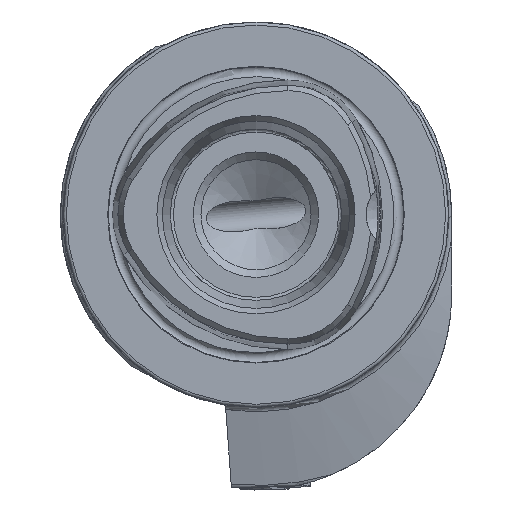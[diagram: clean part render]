
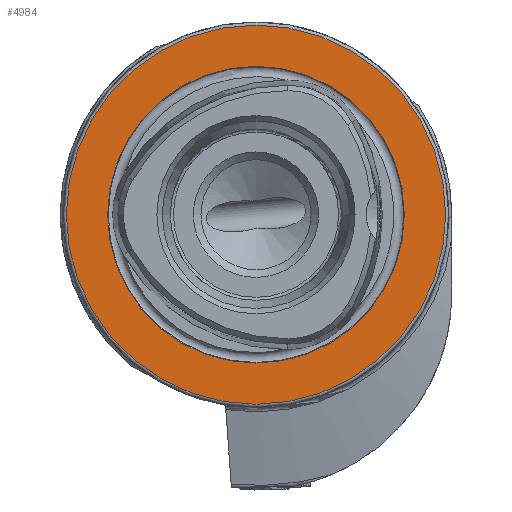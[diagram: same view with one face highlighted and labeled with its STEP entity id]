
A CAD part, left-side view. The second image highlights one B-rep face of the part: STEP entity #4984.
In plain terms, the highlighted planar face has unit normal (-1, 0, 0).
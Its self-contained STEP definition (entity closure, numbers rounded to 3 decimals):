
#223 = CARTESIAN_POINT ( 'NONE',  ( 0., 0., 31. ) ) ;
#781 = AXIS2_PLACEMENT_3D ( 'NONE', #9858, #7605, #6824 ) ;
#889 = ORIENTED_EDGE ( 'NONE', *, *, #3250, .T. ) ;
#1903 = EDGE_LOOP ( 'NONE', ( #889 ) ) ;
#2273 = DIRECTION ( 'NONE',  ( 0., 0., -1. ) ) ;
#3250 = EDGE_CURVE ( 'NONE', #8195, #8195, #5234, .T. ) ;
#3540 = CARTESIAN_POINT ( 'NONE',  ( 0., 0., 0. ) ) ;
#3779 = CARTESIAN_POINT ( 'NONE',  ( 0., 0., 24.25 ) ) ;
#3887 = FACE_OUTER_BOUND ( 'NONE', #1903, .T. ) ;
#4464 = AXIS2_PLACEMENT_3D ( 'NONE', #5384, #6097, #2273 ) ;
#4532 = VERTEX_POINT ( 'NONE', #3779 ) ;
#4557 = PLANE ( 'NONE',  #4464 ) ;
#4984 = ADVANCED_FACE ( 'NONE', ( #7727, #3887 ), #4557, .F. ) ;
#5234 = CIRCLE ( 'NONE', #5677, 31. ) ;
#5384 = CARTESIAN_POINT ( 'NONE',  ( 0., 24.25, 0. ) ) ;
#5677 = AXIS2_PLACEMENT_3D ( 'NONE', #3540, #9054, #8920 ) ;
#6097 = DIRECTION ( 'NONE',  ( 1., 0., 0. ) ) ;
#6824 = DIRECTION ( 'NONE',  ( 0., 0., 1. ) ) ;
#7605 = DIRECTION ( 'NONE',  ( -1., 0., 0. ) ) ;
#7727 = FACE_BOUND ( 'NONE', #9802, .T. ) ;
#8195 = VERTEX_POINT ( 'NONE', #223 ) ;
#8387 = EDGE_CURVE ( 'NONE', #4532, #4532, #9576, .T. ) ;
#8920 = DIRECTION ( 'NONE',  ( 0., 0., 1. ) ) ;
#9054 = DIRECTION ( 'NONE',  ( -1., 0., 0. ) ) ;
#9520 = ORIENTED_EDGE ( 'NONE', *, *, #8387, .F. ) ;
#9576 = CIRCLE ( 'NONE', #781, 24.25 ) ;
#9802 = EDGE_LOOP ( 'NONE', ( #9520 ) ) ;
#9858 = CARTESIAN_POINT ( 'NONE',  ( 0., 0., 0. ) ) ;
